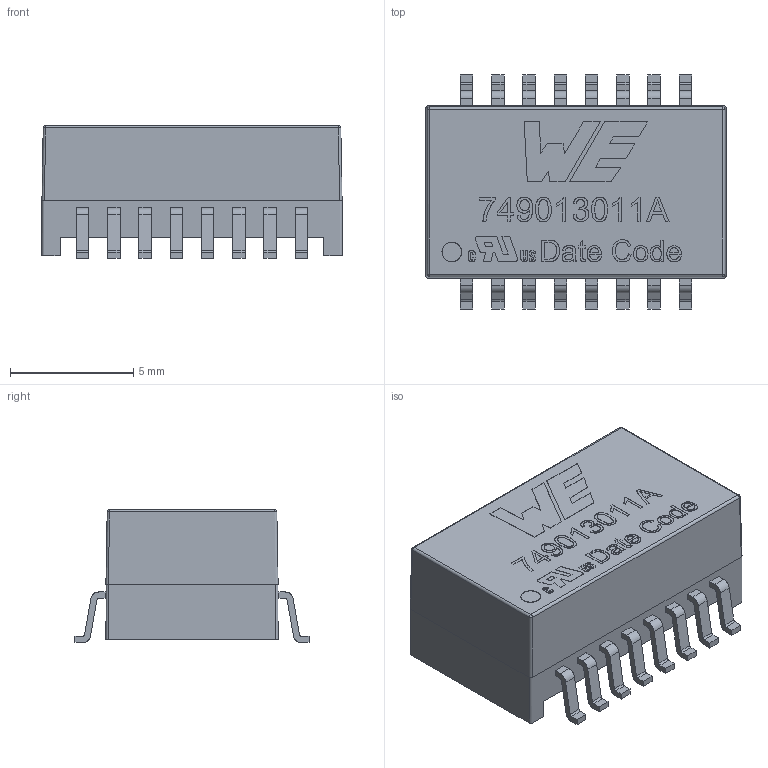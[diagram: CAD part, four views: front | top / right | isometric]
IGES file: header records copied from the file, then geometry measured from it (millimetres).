
Start section: C
Global section: file name: 749013011A.igs; native system: By Siemens PLM Incorporated; preprocessor: XPlus GENERIC/IGES 23.0.61; author: Author; organization: Title; date: 20240106.170343; units: millimetre
Bounding box: 12.2 x 9.52 x 5.4 mm (x, y, z)
Surface area: 571.6 mm2 (no closed solid volume)
Topology: 0 solids, 0 shells, 590 faces, 3506 edges, 3502 vertices
Faces by surface type: bspline 590
